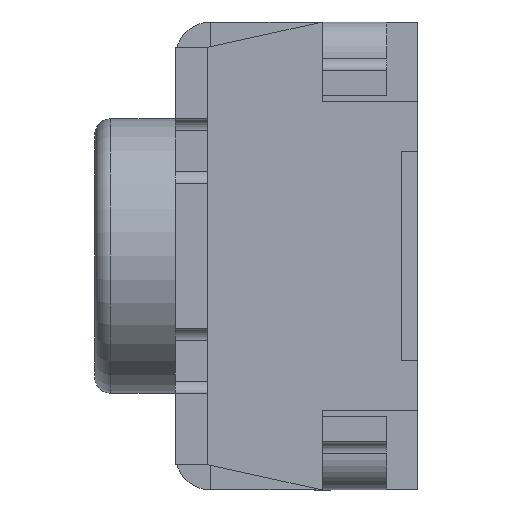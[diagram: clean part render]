
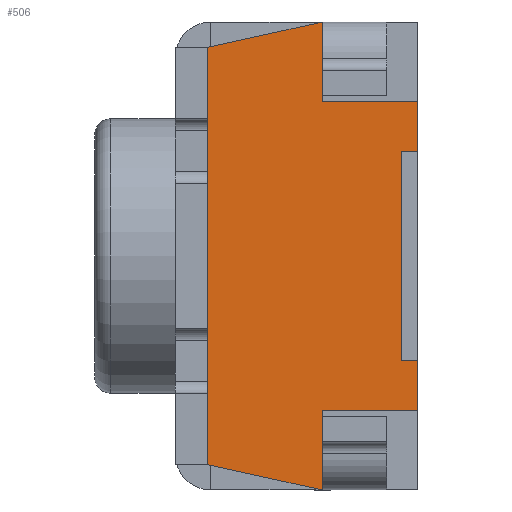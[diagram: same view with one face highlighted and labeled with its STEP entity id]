
A CAD part, left-side view. The second image highlights one B-rep face of the part: STEP entity #506.
In plain terms, the highlighted planar face has unit normal (-1, 0, 0).
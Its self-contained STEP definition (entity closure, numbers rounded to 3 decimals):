
#34 = VERTEX_POINT ( 'NONE', #4774 ) ;
#72 = DIRECTION ( 'NONE',  ( 0., 0., -1. ) ) ;
#81 = ORIENTED_EDGE ( 'NONE', *, *, #3424, .F. ) ;
#104 = VERTEX_POINT ( 'NONE', #802 ) ;
#174 = ORIENTED_EDGE ( 'NONE', *, *, #2317, .F. ) ;
#354 = CARTESIAN_POINT ( 'NONE',  ( -2., 0.1, 0.65 ) ) ;
#377 = LINE ( 'NONE', #354, #5038 ) ;
#465 = LINE ( 'NONE', #1951, #1707 ) ;
#471 = EDGE_CURVE ( 'NONE', #3772, #4893, #377, .T. ) ;
#506 = ADVANCED_FACE ( 'NONE', ( #2730 ), #4296, .F. ) ;
#511 = DIRECTION ( 'NONE',  ( 0., 0., -1. ) ) ;
#544 = ORIENTED_EDGE ( 'NONE', *, *, #1479, .F. ) ;
#588 = DIRECTION ( 'NONE',  ( 0., -1., 0. ) ) ;
#589 = LINE ( 'NONE', #3273, #4204 ) ;
#667 = LINE ( 'NONE', #2221, #2523 ) ;
#743 = VERTEX_POINT ( 'NONE', #4554 ) ;
#802 = CARTESIAN_POINT ( 'NONE',  ( -2., 0.59, 1.45 ) ) ;
#813 = LINE ( 'NONE', #2843, #2983 ) ;
#822 = CARTESIAN_POINT ( 'NONE',  ( -2., 0., -0.96 ) ) ;
#862 = CARTESIAN_POINT ( 'NONE',  ( -2., 0., -0.96 ) ) ;
#892 = LINE ( 'NONE', #2464, #2351 ) ;
#946 = EDGE_CURVE ( 'NONE', #743, #104, #2802, .T. ) ;
#1022 = ORIENTED_EDGE ( 'NONE', *, *, #3945, .F. ) ;
#1142 = EDGE_LOOP ( 'NONE', ( #174, #544, #3174, #1221, #1716, #1022, #2792, #4860, #3899, #1191, #81, #3566 ) ) ;
#1191 = ORIENTED_EDGE ( 'NONE', *, *, #4987, .F. ) ;
#1221 = ORIENTED_EDGE ( 'NONE', *, *, #471, .T. ) ;
#1310 = CARTESIAN_POINT ( 'NONE',  ( -2., 0., -0.96 ) ) ;
#1437 = VERTEX_POINT ( 'NONE', #1709 ) ;
#1479 = EDGE_CURVE ( 'NONE', #4234, #34, #589, .T. ) ;
#1527 = LINE ( 'NONE', #4708, #3585 ) ;
#1707 = VECTOR ( 'NONE', #2333, 1000. ) ;
#1709 = CARTESIAN_POINT ( 'NONE',  ( -2., 0.59, -0.96 ) ) ;
#1716 = ORIENTED_EDGE ( 'NONE', *, *, #3324, .F. ) ;
#1843 = CARTESIAN_POINT ( 'NONE',  ( -2., 0.59, -1.45 ) ) ;
#1951 = CARTESIAN_POINT ( 'NONE',  ( -2., 0.59, -1.45 ) ) ;
#2000 = DIRECTION ( 'NONE',  ( 0., -0.976, 0.216 ) ) ;
#2047 = CARTESIAN_POINT ( 'NONE',  ( -2., 0.59, 0.96 ) ) ;
#2203 = CARTESIAN_POINT ( 'NONE',  ( -2., 0.1, 0.65 ) ) ;
#2221 = CARTESIAN_POINT ( 'NONE',  ( -2., 0., 0.96 ) ) ;
#2271 = EDGE_CURVE ( 'NONE', #4139, #743, #813, .T. ) ;
#2306 = LINE ( 'NONE', #3105, #2455 ) ;
#2317 = EDGE_CURVE ( 'NONE', #34, #5026, #4330, .T. ) ;
#2333 = DIRECTION ( 'NONE',  ( 0., 0.976, 0.216 ) ) ;
#2341 = DIRECTION ( 'NONE',  ( 1., 0., 0. ) ) ;
#2346 = CARTESIAN_POINT ( 'NONE',  ( -2., 1.3, -1.293 ) ) ;
#2351 = VECTOR ( 'NONE', #511, 1000. ) ;
#2455 = VECTOR ( 'NONE', #2679, 1000. ) ;
#2464 = CARTESIAN_POINT ( 'NONE',  ( -2., 0.1, 0. ) ) ;
#2523 = VECTOR ( 'NONE', #588, 1000. ) ;
#2676 = CARTESIAN_POINT ( 'NONE',  ( -2., 0., 0.96 ) ) ;
#2679 = DIRECTION ( 'NONE',  ( 0., 1., 0. ) ) ;
#2686 = DIRECTION ( 'NONE',  ( 0., -1., 0. ) ) ;
#2730 = FACE_OUTER_BOUND ( 'NONE', #1142, .T. ) ;
#2792 = ORIENTED_EDGE ( 'NONE', *, *, #4121, .F. ) ;
#2802 = LINE ( 'NONE', #4363, #4947 ) ;
#2843 = CARTESIAN_POINT ( 'NONE',  ( -2., 1.3, 1.293 ) ) ;
#2983 = VECTOR ( 'NONE', #4018, 1000. ) ;
#3105 = CARTESIAN_POINT ( 'NONE',  ( -2., 0., -0.96 ) ) ;
#3174 = ORIENTED_EDGE ( 'NONE', *, *, #3703, .F. ) ;
#3273 = CARTESIAN_POINT ( 'NONE',  ( -2., 0.1, -0.65 ) ) ;
#3324 = EDGE_CURVE ( 'NONE', #3466, #4893, #3729, .T. ) ;
#3389 = LINE ( 'NONE', #3461, #4402 ) ;
#3424 = EDGE_CURVE ( 'NONE', #1437, #3801, #3389, .T. ) ;
#3461 = CARTESIAN_POINT ( 'NONE',  ( -2., 0.59, -0.96 ) ) ;
#3466 = VERTEX_POINT ( 'NONE', #2676 ) ;
#3529 = DIRECTION ( 'NONE',  ( 0., 0., -1. ) ) ;
#3566 = ORIENTED_EDGE ( 'NONE', *, *, #4916, .F. ) ;
#3585 = VECTOR ( 'NONE', #4661, 1000. ) ;
#3634 = VECTOR ( 'NONE', #3529, 1000. ) ;
#3703 = EDGE_CURVE ( 'NONE', #3772, #4234, #892, .T. ) ;
#3729 = LINE ( 'NONE', #1310, #5059 ) ;
#3772 = VERTEX_POINT ( 'NONE', #2203 ) ;
#3801 = VERTEX_POINT ( 'NONE', #1843 ) ;
#3899 = ORIENTED_EDGE ( 'NONE', *, *, #2271, .F. ) ;
#3945 = EDGE_CURVE ( 'NONE', #5012, #3466, #667, .T. ) ;
#3964 = CARTESIAN_POINT ( 'NONE',  ( -2., 0.1, -0.65 ) ) ;
#4018 = DIRECTION ( 'NONE',  ( 0., 0., 1. ) ) ;
#4121 = EDGE_CURVE ( 'NONE', #104, #5012, #1527, .T. ) ;
#4139 = VERTEX_POINT ( 'NONE', #2346 ) ;
#4204 = VECTOR ( 'NONE', #4917, 1000. ) ;
#4234 = VERTEX_POINT ( 'NONE', #3964 ) ;
#4296 = PLANE ( 'NONE',  #4712 ) ;
#4330 = LINE ( 'NONE', #862, #3634 ) ;
#4363 = CARTESIAN_POINT ( 'NONE',  ( -2., 0.59, 1.45 ) ) ;
#4402 = VECTOR ( 'NONE', #4925, 1000. ) ;
#4523 = DIRECTION ( 'NONE',  ( 0., 0., -1. ) ) ;
#4554 = CARTESIAN_POINT ( 'NONE',  ( -2., 1.3, 1.293 ) ) ;
#4661 = DIRECTION ( 'NONE',  ( 0., 0., -1. ) ) ;
#4708 = CARTESIAN_POINT ( 'NONE',  ( -2., 0.59, 0.96 ) ) ;
#4712 = AXIS2_PLACEMENT_3D ( 'NONE', #4729, #2341, #72 ) ;
#4729 = CARTESIAN_POINT ( 'NONE',  ( -2., 0., 0. ) ) ;
#4774 = CARTESIAN_POINT ( 'NONE',  ( -2., 0., -0.65 ) ) ;
#4860 = ORIENTED_EDGE ( 'NONE', *, *, #946, .F. ) ;
#4893 = VERTEX_POINT ( 'NONE', #5009 ) ;
#4916 = EDGE_CURVE ( 'NONE', #5026, #1437, #2306, .T. ) ;
#4917 = DIRECTION ( 'NONE',  ( 0., -1., 0. ) ) ;
#4925 = DIRECTION ( 'NONE',  ( 0., 0., -1. ) ) ;
#4947 = VECTOR ( 'NONE', #2000, 1000. ) ;
#4987 = EDGE_CURVE ( 'NONE', #3801, #4139, #465, .T. ) ;
#5009 = CARTESIAN_POINT ( 'NONE',  ( -2., 0., 0.65 ) ) ;
#5012 = VERTEX_POINT ( 'NONE', #2047 ) ;
#5026 = VERTEX_POINT ( 'NONE', #822 ) ;
#5038 = VECTOR ( 'NONE', #2686, 1000. ) ;
#5059 = VECTOR ( 'NONE', #4523, 1000. ) ;
